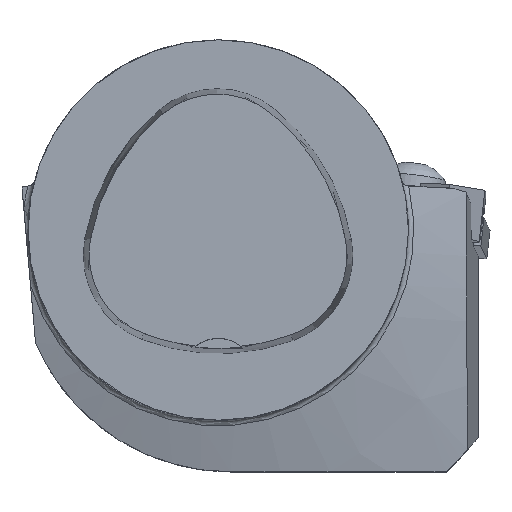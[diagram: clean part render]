
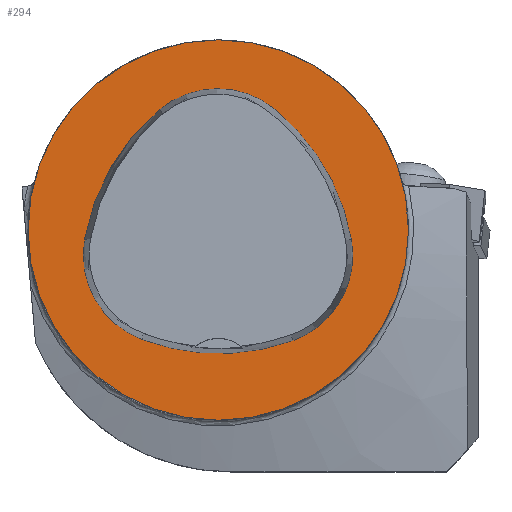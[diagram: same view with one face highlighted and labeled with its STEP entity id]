
A CAD part, top view. The second image highlights one B-rep face of the part: STEP entity #294.
In plain terms, the highlighted planar face has unit normal (0, 0, 1).
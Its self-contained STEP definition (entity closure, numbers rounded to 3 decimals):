
#131=FACE_BOUND('',#601,.T.);
#132=FACE_BOUND('',#602,.T.);
#179=CIRCLE('',#2263,31.5);
#181=CIRCLE('',#2272,36.);
#183=CIRCLE('',#2275,15.);
#185=CIRCLE('',#2278,36.);
#187=CIRCLE('',#2281,15.);
#190=CIRCLE('',#2285,36.);
#193=CIRCLE('',#2289,15.);
#294=ADVANCED_FACE('',(#131,#132),#402,.T.);
#402=PLANE('',#2294);
#601=EDGE_LOOP('',(#954,#955,#956,#957,#958,#959));
#602=EDGE_LOOP('',(#960));
#954=ORIENTED_EDGE('',*,*,#1686,.F.);
#955=ORIENTED_EDGE('',*,*,#1681,.F.);
#956=ORIENTED_EDGE('',*,*,#1676,.F.);
#957=ORIENTED_EDGE('',*,*,#1673,.F.);
#958=ORIENTED_EDGE('',*,*,#1670,.F.);
#959=ORIENTED_EDGE('',*,*,#1666,.F.);
#960=ORIENTED_EDGE('',*,*,#1654,.T.);
#1447=VERTEX_POINT('',#3395);
#1456=VERTEX_POINT('',#3423);
#1457=VERTEX_POINT('',#3424);
#1460=VERTEX_POINT('',#3432);
#1462=VERTEX_POINT('',#3438);
#1464=VERTEX_POINT('',#3444);
#1468=VERTEX_POINT('',#3457);
#1654=EDGE_CURVE('',#1447,#1447,#179,.T.);
#1666=EDGE_CURVE('',#1456,#1457,#181,.T.);
#1670=EDGE_CURVE('',#1457,#1460,#183,.T.);
#1673=EDGE_CURVE('',#1460,#1462,#185,.T.);
#1676=EDGE_CURVE('',#1462,#1464,#187,.T.);
#1681=EDGE_CURVE('',#1464,#1468,#190,.T.);
#1686=EDGE_CURVE('',#1468,#1456,#193,.T.);
#2263=AXIS2_PLACEMENT_3D('',#3394,#2590,#2591);
#2272=AXIS2_PLACEMENT_3D('',#3422,#2612,#2613);
#2275=AXIS2_PLACEMENT_3D('',#3431,#2620,#2621);
#2278=AXIS2_PLACEMENT_3D('',#3437,#2627,#2628);
#2281=AXIS2_PLACEMENT_3D('',#3443,#2634,#2635);
#2285=AXIS2_PLACEMENT_3D('',#3456,#2643,#2644);
#2289=AXIS2_PLACEMENT_3D('',#3469,#2652,#2653);
#2294=AXIS2_PLACEMENT_3D('',#3474,#2662,#2663);
#2590=DIRECTION('',(0.,0.,1.));
#2591=DIRECTION('',(1.,0.,0.));
#2612=DIRECTION('',(0.,0.,1.));
#2613=DIRECTION('',(1.,0.,0.));
#2620=DIRECTION('',(0.,0.,1.));
#2621=DIRECTION('',(1.,0.,0.));
#2627=DIRECTION('',(0.,0.,1.));
#2628=DIRECTION('',(1.,0.,0.));
#2634=DIRECTION('',(0.,0.,1.));
#2635=DIRECTION('',(1.,0.,0.));
#2643=DIRECTION('',(0.,0.,1.));
#2644=DIRECTION('',(1.,0.,0.));
#2652=DIRECTION('',(0.,0.,1.));
#2653=DIRECTION('',(1.,0.,0.));
#2662=DIRECTION('',(0.,0.,1.));
#2663=DIRECTION('',(-1.,0.,0.));
#3394=CARTESIAN_POINT('',(0.,0.,
0.));
#3395=CARTESIAN_POINT('',(31.5,0.,0.));
#3422=CARTESIAN_POINT('',(-13.398,-7.893,0.));
#3423=CARTESIAN_POINT('',(22.041,-1.562,0.));
#3424=CARTESIAN_POINT('',(9.317,20.036,0.));
#3431=CARTESIAN_POINT('',(-0.148,8.399,0.));
#3432=CARTESIAN_POINT('',(-9.779,19.898,0.));
#3437=CARTESIAN_POINT('',(13.337,-7.7,0.));
#3438=CARTESIAN_POINT('',(-22.122,-1.48,0.));
#3443=CARTESIAN_POINT('',(-7.347,-4.071,0.));
#3444=CARTESIAN_POINT('',(-12.693,-18.087,0.));
#3456=CARTESIAN_POINT('',(0.137,15.55,0.));
#3457=CARTESIAN_POINT('',(12.373,-18.307,0.));
#3469=CARTESIAN_POINT('',(7.275,-4.2,0.));
#3474=CARTESIAN_POINT('',(0.,0.,
0.));
